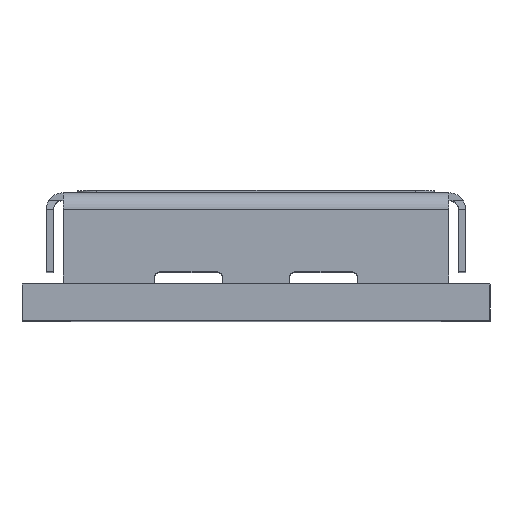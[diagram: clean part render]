
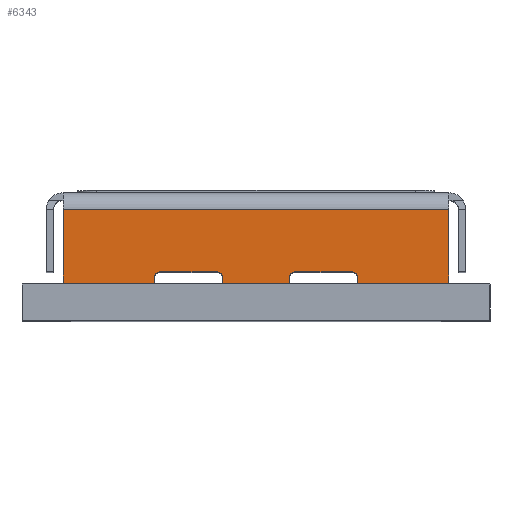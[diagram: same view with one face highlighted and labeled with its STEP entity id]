
A CAD part, top view. The second image highlights one B-rep face of the part: STEP entity #6343.
In plain terms, the highlighted planar face has unit normal (0, 0, 1).
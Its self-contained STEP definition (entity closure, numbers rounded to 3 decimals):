
#3 = CIRCLE ( 'NONE', #7378, 0.1 ) ;
#390 = VECTOR ( 'NONE', #14675, 1000. ) ;
#394 = CARTESIAN_POINT ( 'NONE',  ( -4.35, 2.3, 4.55 ) ) ;
#441 = ORIENTED_EDGE ( 'NONE', *, *, #2349, .T. ) ;
#495 = ORIENTED_EDGE ( 'NONE', *, *, #10786, .F. ) ;
#518 = CARTESIAN_POINT ( 'NONE',  ( -4., 0.76, 4.55 ) ) ;
#612 = CARTESIAN_POINT ( 'NONE',  ( 0.7, 17.89, 4.55 ) ) ;
#675 = DIRECTION ( 'NONE',  ( 0., 0., -1. ) ) ;
#690 = ORIENTED_EDGE ( 'NONE', *, *, #11960, .T. ) ;
#960 = VERTEX_POINT ( 'NONE', #11421 ) ;
#962 = CARTESIAN_POINT ( 'NONE',  ( -0.8, 1.01, 4.55 ) ) ;
#1681 = VECTOR ( 'NONE', #1944, 1000. ) ;
#1762 = AXIS2_PLACEMENT_3D ( 'NONE', #14348, #675, #1879 ) ;
#1814 = ORIENTED_EDGE ( 'NONE', *, *, #6458, .T. ) ;
#1862 = EDGE_CURVE ( 'NONE', #11236, #5726, #16120, .T. ) ;
#1879 = DIRECTION ( 'NONE',  ( -1., 0., 0. ) ) ;
#1915 = ORIENTED_EDGE ( 'NONE', *, *, #6707, .T. ) ;
#1917 = LINE ( 'NONE', #9790, #10254 ) ;
#1944 = DIRECTION ( 'NONE',  ( 1., 0., 0. ) ) ;
#1968 = VERTEX_POINT ( 'NONE', #8354 ) ;
#2096 = VERTEX_POINT ( 'NONE', #15112 ) ;
#2145 = LINE ( 'NONE', #14869, #6621 ) ;
#2199 = ORIENTED_EDGE ( 'NONE', *, *, #11542, .T. ) ;
#2349 = EDGE_CURVE ( 'NONE', #960, #6492, #3647, .T. ) ;
#2552 = VERTEX_POINT ( 'NONE', #5219 ) ;
#2579 = CARTESIAN_POINT ( 'NONE',  ( -2.1, 17.89, 4.55 ) ) ;
#2905 = DIRECTION ( 'NONE',  ( -1., 0., 0. ) ) ;
#3018 = VERTEX_POINT ( 'NONE', #12932 ) ;
#3149 = DIRECTION ( 'NONE',  ( 0., 1., 0. ) ) ;
#3151 = LINE ( 'NONE', #612, #12081 ) ;
#3600 = EDGE_CURVE ( 'NONE', #5726, #3018, #15793, .T. ) ;
#3647 = CIRCLE ( 'NONE', #10346, 0.1 ) ;
#3678 = EDGE_CURVE ( 'NONE', #2552, #1968, #15977, .T. ) ;
#3729 = CARTESIAN_POINT ( 'NONE',  ( -4.35, 1.01, 4.55 ) ) ;
#3779 = DIRECTION ( 'NONE',  ( -1., 0., 0. ) ) ;
#4395 = VECTOR ( 'NONE', #13867, 1000. ) ;
#4723 = CARTESIAN_POINT ( 'NONE',  ( -0.8, 0.91, 4.55 ) ) ;
#4905 = PLANE ( 'NONE',  #13247 ) ;
#4968 = DIRECTION ( 'NONE',  ( 1., 0., 0. ) ) ;
#5103 = VERTEX_POINT ( 'NONE', #14149 ) ;
#5219 = CARTESIAN_POINT ( 'NONE',  ( 2., 1.01, 4.55 ) ) ;
#5726 = VERTEX_POINT ( 'NONE', #6193 ) ;
#5872 = DIRECTION ( 'NONE',  ( -1., 0., 0. ) ) ;
#6193 = CARTESIAN_POINT ( 'NONE',  ( 4., 2.3, 4.55 ) ) ;
#6236 = LINE ( 'NONE', #15913, #390 ) ;
#6256 = DIRECTION ( 'NONE',  ( 0., -1., 0. ) ) ;
#6293 = CARTESIAN_POINT ( 'NONE',  ( -2., 0.91, 4.55 ) ) ;
#6343 = ADVANCED_FACE ( 'NONE', ( #7771 ), #4905, .F. ) ;
#6458 = EDGE_CURVE ( 'NONE', #1968, #7491, #2145, .T. ) ;
#6488 = CARTESIAN_POINT ( 'NONE',  ( 4., 0.76, 4.55 ) ) ;
#6492 = VERTEX_POINT ( 'NONE', #15826 ) ;
#6621 = VECTOR ( 'NONE', #8413, 1000. ) ;
#6689 = CARTESIAN_POINT ( 'NONE',  ( 2.1, 0.76, 4.55 ) ) ;
#6707 = EDGE_CURVE ( 'NONE', #5103, #12272, #1917, .T. ) ;
#6743 = LINE ( 'NONE', #15918, #7796 ) ;
#6938 = CARTESIAN_POINT ( 'NONE',  ( -2.1, 0.76, 4.55 ) ) ;
#7333 = EDGE_CURVE ( 'NONE', #2096, #8628, #9630, .T. ) ;
#7378 = AXIS2_PLACEMENT_3D ( 'NONE', #6293, #10025, #3779 ) ;
#7405 = ORIENTED_EDGE ( 'NONE', *, *, #15880, .T. ) ;
#7445 = ORIENTED_EDGE ( 'NONE', *, *, #9556, .T. ) ;
#7491 = VERTEX_POINT ( 'NONE', #6689 ) ;
#7573 = ORIENTED_EDGE ( 'NONE', *, *, #3600, .T. ) ;
#7711 = VERTEX_POINT ( 'NONE', #11941 ) ;
#7771 = FACE_OUTER_BOUND ( 'NONE', #8387, .T. ) ;
#7796 = VECTOR ( 'NONE', #14680, 1000. ) ;
#7965 = AXIS2_PLACEMENT_3D ( 'NONE', #4723, #13286, #5872 ) ;
#8016 = CARTESIAN_POINT ( 'NONE',  ( -4.35, 0.76, 4.55 ) ) ;
#8051 = ORIENTED_EDGE ( 'NONE', *, *, #13651, .T. ) ;
#8062 = CARTESIAN_POINT ( 'NONE',  ( -2.1, 0.91, 4.55 ) ) ;
#8102 = VECTOR ( 'NONE', #6256, 1000. ) ;
#8273 = CARTESIAN_POINT ( 'NONE',  ( 0.8, 0.91, 4.55 ) ) ;
#8354 = CARTESIAN_POINT ( 'NONE',  ( 2.1, 0.91, 4.55 ) ) ;
#8387 = EDGE_LOOP ( 'NONE', ( #2199, #12484, #10184, #690, #441, #11940, #14455, #1814, #12971, #8867, #7573, #495, #7445, #8051, #7405, #1915 ) ) ;
#8413 = DIRECTION ( 'NONE',  ( 0., -1., 0. ) ) ;
#8628 = VERTEX_POINT ( 'NONE', #12728 ) ;
#8867 = ORIENTED_EDGE ( 'NONE', *, *, #1862, .T. ) ;
#8982 = EDGE_CURVE ( 'NONE', #7491, #11236, #6236, .T. ) ;
#9321 = LINE ( 'NONE', #3729, #13230 ) ;
#9551 = VECTOR ( 'NONE', #14913, 1000. ) ;
#9556 = EDGE_CURVE ( 'NONE', #10232, #16071, #6743, .T. ) ;
#9630 = LINE ( 'NONE', #11177, #8102 ) ;
#9790 = CARTESIAN_POINT ( 'NONE',  ( -4.35, 1.01, 4.55 ) ) ;
#9922 = DIRECTION ( 'NONE',  ( 0., 0., -1. ) ) ;
#10025 = DIRECTION ( 'NONE',  ( 0., 0., -1. ) ) ;
#10184 = ORIENTED_EDGE ( 'NONE', *, *, #13330, .T. ) ;
#10232 = VERTEX_POINT ( 'NONE', #518 ) ;
#10254 = VECTOR ( 'NONE', #12507, 1000. ) ;
#10346 = AXIS2_PLACEMENT_3D ( 'NONE', #8273, #15530, #11803 ) ;
#10613 = LINE ( 'NONE', #15283, #4395 ) ;
#10660 = DIRECTION ( 'NONE',  ( 0., 1., 0. ) ) ;
#10786 = EDGE_CURVE ( 'NONE', #10232, #3018, #10613, .T. ) ;
#11091 = CARTESIAN_POINT ( 'NONE',  ( -4.35, 17.89, 4.55 ) ) ;
#11177 = CARTESIAN_POINT ( 'NONE',  ( -0.7, 17.89, 4.55 ) ) ;
#11236 = VERTEX_POINT ( 'NONE', #6488 ) ;
#11421 = CARTESIAN_POINT ( 'NONE',  ( 0.7, 0.91, 4.55 ) ) ;
#11542 = EDGE_CURVE ( 'NONE', #12272, #2096, #15220, .T. ) ;
#11564 = LINE ( 'NONE', #8016, #1681 ) ;
#11715 = LINE ( 'NONE', #2579, #9551 ) ;
#11803 = DIRECTION ( 'NONE',  ( -1., 0., 0. ) ) ;
#11940 = ORIENTED_EDGE ( 'NONE', *, *, #15902, .T. ) ;
#11941 = CARTESIAN_POINT ( 'NONE',  ( 0.7, 0.76, 4.55 ) ) ;
#11960 = EDGE_CURVE ( 'NONE', #7711, #960, #3151, .T. ) ;
#12081 = VECTOR ( 'NONE', #10660, 1000. ) ;
#12170 = VERTEX_POINT ( 'NONE', #8062 ) ;
#12272 = VERTEX_POINT ( 'NONE', #962 ) ;
#12484 = ORIENTED_EDGE ( 'NONE', *, *, #7333, .T. ) ;
#12507 = DIRECTION ( 'NONE',  ( 1., 0., 0. ) ) ;
#12728 = CARTESIAN_POINT ( 'NONE',  ( -0.7, 0.76, 4.55 ) ) ;
#12932 = CARTESIAN_POINT ( 'NONE',  ( -4., 2.3, 4.55 ) ) ;
#12971 = ORIENTED_EDGE ( 'NONE', *, *, #8982, .T. ) ;
#13230 = VECTOR ( 'NONE', #4968, 1000. ) ;
#13247 = AXIS2_PLACEMENT_3D ( 'NONE', #11091, #9922, #16074 ) ;
#13286 = DIRECTION ( 'NONE',  ( 0., 0., -1. ) ) ;
#13330 = EDGE_CURVE ( 'NONE', #8628, #7711, #11564, .T. ) ;
#13651 = EDGE_CURVE ( 'NONE', #16071, #12170, #11715, .T. ) ;
#13867 = DIRECTION ( 'NONE',  ( 0., 1., 0. ) ) ;
#13974 = VECTOR ( 'NONE', #3149, 1000. ) ;
#14149 = CARTESIAN_POINT ( 'NONE',  ( -2., 1.01, 4.55 ) ) ;
#14348 = CARTESIAN_POINT ( 'NONE',  ( 2., 0.91, 4.55 ) ) ;
#14455 = ORIENTED_EDGE ( 'NONE', *, *, #3678, .T. ) ;
#14635 = VECTOR ( 'NONE', #2905, 1000. ) ;
#14675 = DIRECTION ( 'NONE',  ( 1., 0., 0. ) ) ;
#14680 = DIRECTION ( 'NONE',  ( 1., 0., 0. ) ) ;
#14869 = CARTESIAN_POINT ( 'NONE',  ( 2.1, 17.89, 4.55 ) ) ;
#14913 = DIRECTION ( 'NONE',  ( 0., 1., 0. ) ) ;
#15112 = CARTESIAN_POINT ( 'NONE',  ( -0.7, 0.91, 4.55 ) ) ;
#15220 = CIRCLE ( 'NONE', #7965, 0.1 ) ;
#15283 = CARTESIAN_POINT ( 'NONE',  ( -4., 0., 4.55 ) ) ;
#15530 = DIRECTION ( 'NONE',  ( 0., 0., -1. ) ) ;
#15620 = CARTESIAN_POINT ( 'NONE',  ( 4., 0., 4.55 ) ) ;
#15793 = LINE ( 'NONE', #394, #14635 ) ;
#15826 = CARTESIAN_POINT ( 'NONE',  ( 0.8, 1.01, 4.55 ) ) ;
#15880 = EDGE_CURVE ( 'NONE', #12170, #5103, #3, .T. ) ;
#15902 = EDGE_CURVE ( 'NONE', #6492, #2552, #9321, .T. ) ;
#15913 = CARTESIAN_POINT ( 'NONE',  ( -4.35, 0.76, 4.55 ) ) ;
#15918 = CARTESIAN_POINT ( 'NONE',  ( -4.35, 0.76, 4.55 ) ) ;
#15977 = CIRCLE ( 'NONE', #1762, 0.1 ) ;
#16071 = VERTEX_POINT ( 'NONE', #6938 ) ;
#16074 = DIRECTION ( 'NONE',  ( -1., 0., 0. ) ) ;
#16120 = LINE ( 'NONE', #15620, #13974 ) ;
